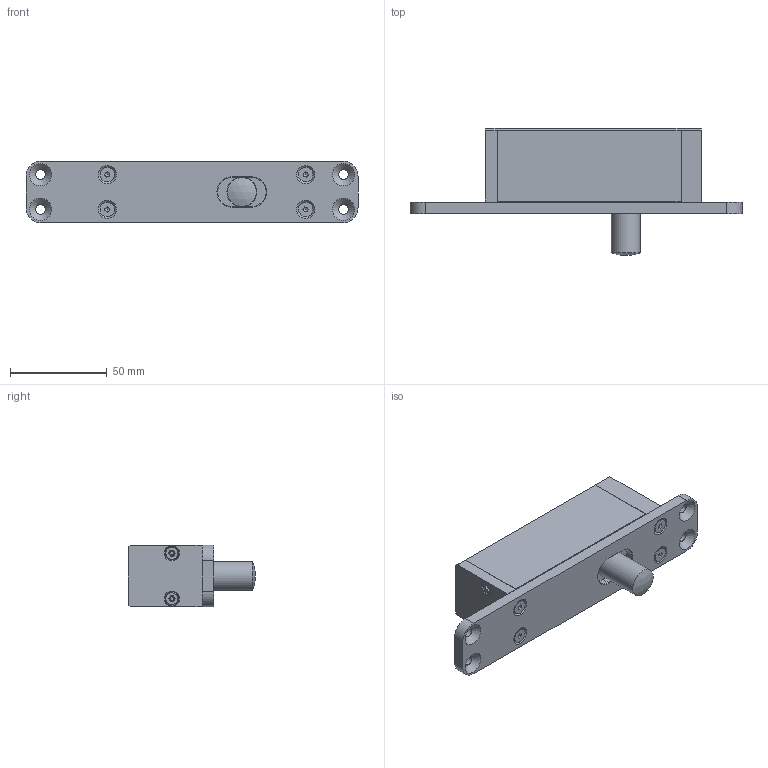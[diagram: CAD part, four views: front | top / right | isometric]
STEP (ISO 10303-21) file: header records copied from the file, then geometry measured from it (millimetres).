
FILE_DESCRIPTION (( 'STEP AP214' ), '1' );
FILE_NAME ('TP70-15.STEP', '2022-01-28T11:50:34', ( '' ), ( '' ), 'SwSTEP 2.0', 'SolidWorks 2021', '' );
FILE_SCHEMA (( 'AUTOMOTIVE_DESIGN' ));
Length unit declared in the file: millimetre
Products named in the file (1): TP70-15
Bounding box: 171.5 x 65.62 x 32 mm (x, y, z)
Surface area: 33270.8 mm2 (no closed solid volume)
Topology: 0 solids, 25 shells, 138 faces, 443 edges, 317 vertices
Faces by surface type: plane 90, cylinder 24, cone 20, torus 3, sphere 1
Full cylindrical faces by diameter (mm): 5 x4, 6 x2, 7.5 x2, 7.53 x4, 15 x1
Entity records: 6142 total; most frequent: CARTESIAN_POINT 891, DIRECTION 777, ORIENTED_EDGE 590, EDGE_CURVE 397, VERTEX_POINT 305, LINE 283, VECTOR 283, AXIS2_PLACEMENT_3D 247
